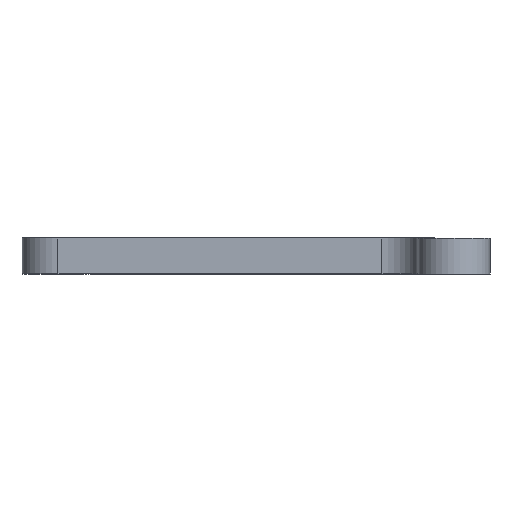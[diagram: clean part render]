
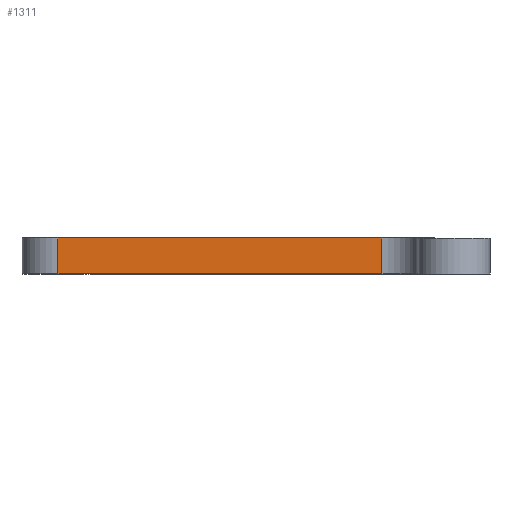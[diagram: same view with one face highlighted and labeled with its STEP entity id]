
A CAD part, front view. The second image highlights one B-rep face of the part: STEP entity #1311.
In plain terms, the highlighted planar face has unit normal (0, -1, 0).
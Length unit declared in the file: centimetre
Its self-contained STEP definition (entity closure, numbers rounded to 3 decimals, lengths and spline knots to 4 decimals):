
#178=FACE_OUTER_BOUND($,#257,.T.);
#257=EDGE_LOOP($,(#1156,#1157,#1158,#1159));
#340=LINE($,#1741,#443);
#424=LINE($,#2439,#527);
#425=LINE($,#2441,#528);
#426=LINE($,#2442,#529);
#443=VECTOR($,#1452,4.5);
#527=VECTOR($,#1624,0.5);
#528=VECTOR($,#1625,4.5);
#529=VECTOR($,#1626,0.5);
#552=VERTEX_POINT($,#1738);
#553=VERTEX_POINT($,#1740);
#647=VERTEX_POINT($,#2438);
#648=VERTEX_POINT($,#2440);
#683=EDGE_CURVE($,#553,#552,#340,.T.);
#828=EDGE_CURVE($,#552,#647,#424,.T.);
#829=EDGE_CURVE($,#648,#647,#425,.T.);
#830=EDGE_CURVE($,#553,#648,#426,.T.);
#1156=ORIENTED_EDGE($,*,*,#683,.T.);
#1157=ORIENTED_EDGE($,*,*,#828,.T.);
#1158=ORIENTED_EDGE($,*,*,#829,.F.);
#1159=ORIENTED_EDGE($,*,*,#830,.F.);
#1250=PLANE($,#1385);
#1311=ADVANCED_FACE($,(#178),#1250,.T.);
#1385=AXIS2_PLACEMENT_3D($,#2437,#1622,#1623);
#1452=DIRECTION($,(-1.,0.,0.));
#1622=DIRECTION('center_axis',(0.,-1.,
0.));
#1623=DIRECTION('ref_axis',(-1.,0.,0.));
#1624=DIRECTION($,(0.,0.,-1.));
#1625=DIRECTION($,(-1.,0.,0.));
#1626=DIRECTION($,(0.,0.,-1.));
#1738=CARTESIAN_POINT('',(-27.7,23.05,0.5001));
#1740=CARTESIAN_POINT('',(-23.2,23.05,0.5001));
#1741=CARTESIAN_POINT($,(-23.2,23.05,0.5001));
#2437=CARTESIAN_POINT('Origin',(-23.2,23.05,0.5001));
#2438=CARTESIAN_POINT('',(-27.7,23.05,0.0001));
#2439=CARTESIAN_POINT($,(-27.7,23.05,0.5001));
#2440=CARTESIAN_POINT('',(-23.2,23.05,0.0001));
#2441=CARTESIAN_POINT($,(-23.2,23.05,0.0001));
#2442=CARTESIAN_POINT($,(-23.2,23.05,0.5001));
